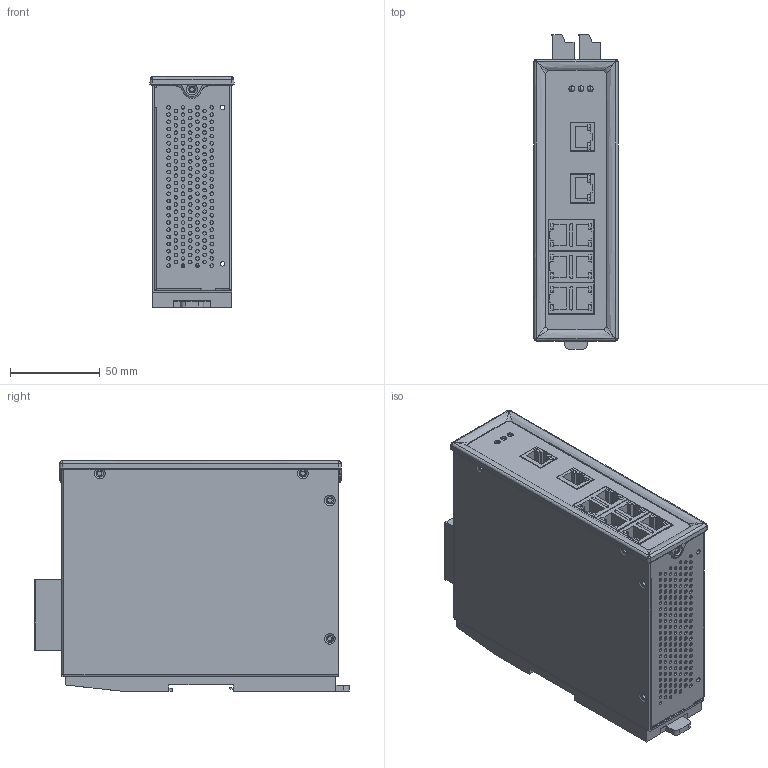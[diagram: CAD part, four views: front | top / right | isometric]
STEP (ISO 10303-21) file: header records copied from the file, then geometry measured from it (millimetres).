
FILE_DESCRIPTION (( 'STEP AP203' ), '1' );
FILE_NAME ('MSM-508.STEP', '2024-01-30T06:24:07', ( 'Windows 使用者' ), ( '' ), 'SwSTEP 2.0', 'SolidWorks 2020', '' );
FILE_SCHEMA (( 'CONFIG_CONTROL_DESIGN' ));
Length unit declared in the file: millimetre
Products named in the file (16): LED x 3_90D; 端子台2x10_90D; 端子台1x10_90D_381; MS_固定片; MSM-508_PCB; MSM-508; asseml-01.sldasm-Part-1_1; Push SWITCH; 2DJ008_RJ45 2x1 RM3-CL0001 UDE WL; 2DJ020_RJ45 WL(GY)RB1-126BTF1A Mfg_UDE; 4SIN1K0000008 (MSM-508 下蓋-3)_20080924; 4SIN1K0000005 (MSM-508 上蓋 (MSM-508-U)_20080924; 2DJ005_RJ45 10P PHONE JACK SIDE ENTR JAKSR-00106BE56-G; MS-508_後; 2DSD014_SST-2301
Assembly tree (19 placements, depth 3):
  MSM-508
    4SIN1K0000008 (MSM-508 下蓋-3)_20080924
    MSM-508_PCB
      MSM-508_PCB
      2DJ008_RJ45 2x1 RM3-CL0001 UDE WL  x3
      2DJ020_RJ45 WL(GY)RB1-126BTF1A Mfg_UDE  x2
      LED x 3_90D
      Push SWITCH
      2DSD014_SST-2301
      端子台2x10_90D
      2DJ005_RJ45 10P PHONE JACK SIDE ENTR JAKSR-00106BE56-G
    4SIN1K0000005 (MSM-508 上蓋 (MSM-508-U)_20080924
    asseml-01.sldasm-Part-1_1
    MS-508_後
    MS_固定片
    端子台1x10_90D_381  x2
Bounding box: 46.8 x 174.85 x 128.1 mm (x, y, z)
Volume: 206899.3 mm3; surface area: 224117.8 mm2
Topology: 18 solids, 18 shells, 3657 faces, 9335 edges, 6036 vertices
Faces by surface type: plane 2612, cylinder 941, sphere 52, cone 28, bspline 24
Entity records: 83445 total; most frequent: CARTESIAN_POINT 17200, ORIENTED_EDGE 13178, DIRECTION 13161, EDGE_CURVE 6589, LINE 4935, VECTOR 4935, VERTEX_POINT 4272, AXIS2_PLACEMENT_3D 4113
